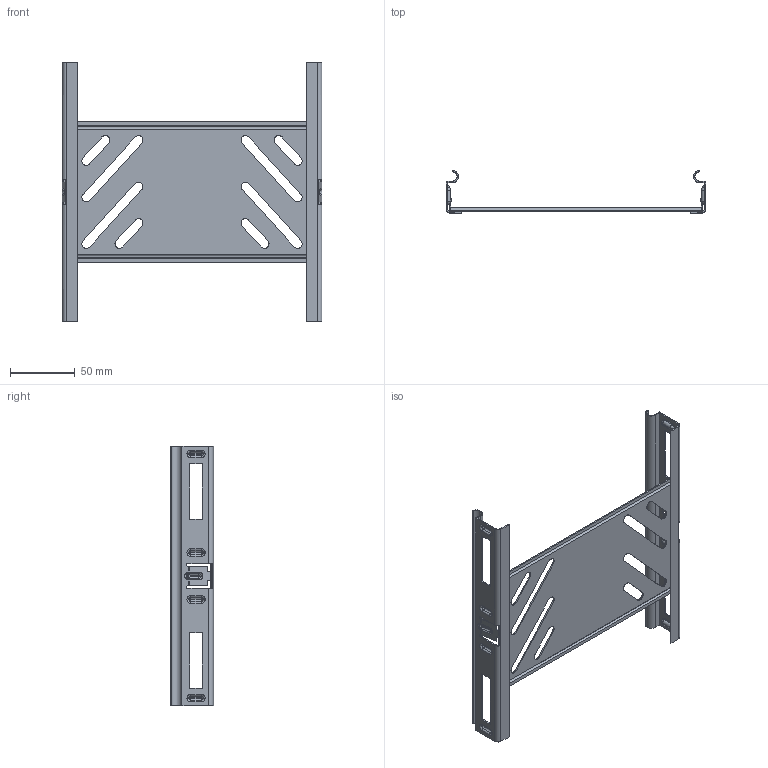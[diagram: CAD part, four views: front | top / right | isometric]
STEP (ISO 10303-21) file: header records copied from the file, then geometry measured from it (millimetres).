
FILE_DESCRIPTION (( 'STEP AP214' ), '1' );
FILE_NAME ('6068902.STP', '2017-04-12T07:05:15', ( '' ), ( '' ), 'SwSTEP 2.0', 'SolidWorks 2016', '' );
FILE_SCHEMA (( 'AUTOMOTIVE_DESIGN' ));
Length unit declared in the file: millimetre
Products named in the file (3): 040579_35; 6068902; 040599_200
Assembly tree (3 placements, depth 2):
  6068902
    040579_35  x2
    040599_200
Bounding box: 200 x 33.2 x 200 mm (x, y, z)
Volume: 37907.7 mm3; surface area: 79044.5 mm2
Topology: 3 solids, 3 shells, 535 faces, 1371 edges, 854 vertices
Faces by surface type: plane 200, cylinder 167, torus 144, bspline 24
Entity records: 10672 total; most frequent: CARTESIAN_POINT 2005, DIRECTION 1887, ORIENTED_EDGE 1770, EDGE_CURVE 885, AXIS2_PLACEMENT_3D 697, VERTEX_POINT 560, VECTOR 493, LINE 493
